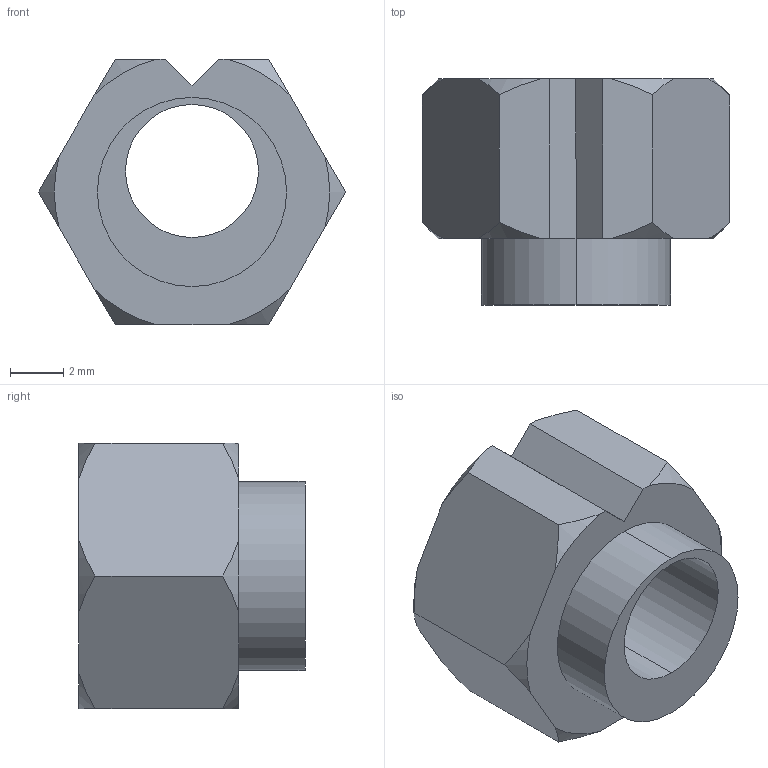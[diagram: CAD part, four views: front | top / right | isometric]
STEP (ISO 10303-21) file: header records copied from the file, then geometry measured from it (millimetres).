
FILE_DESCRIPTION (( 'STEP AP203' ), '1' );
FILE_NAME ('Eccentric Spacer 6mm.step', '2015-07-29T19:34:47', ( '' ), ( '' ), 'SwSTEP 2.0', 'SolidWorks 2014', '' );
FILE_SCHEMA (( 'CONFIG_CONTROL_DESIGN' ));
Length unit declared in the file: millimetre
Products named in the file (1): Eccentric Spacer 6mm
Bounding box: 11.55 x 8.5 x 10 mm (x, y, z)
Volume: 444.3 mm3; surface area: 527.7 mm2
Topology: 1 solids, 1 shells, 28 faces, 75 edges, 50 vertices
Faces by surface type: plane 12, cone 12, cylinder 4
Entity records: 992 total; most frequent: CARTESIAN_POINT 234, ORIENTED_EDGE 150, DIRECTION 129, EDGE_CURVE 75, VERTEX_POINT 50, AXIS2_PLACEMENT_3D 49, VECTOR 31, EDGE_LOOP 31
